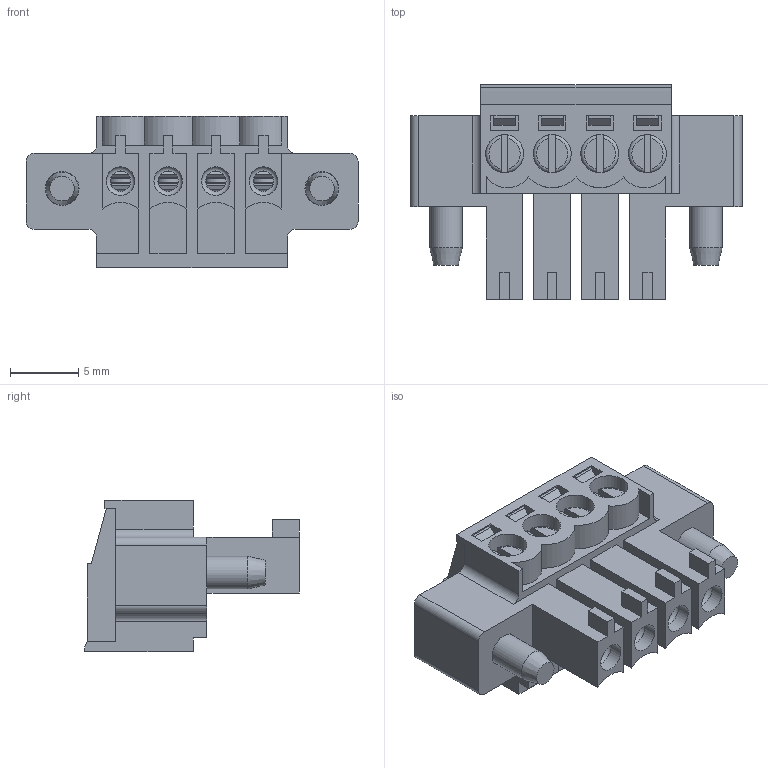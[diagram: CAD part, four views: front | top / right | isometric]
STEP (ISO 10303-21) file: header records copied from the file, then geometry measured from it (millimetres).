
FILE_DESCRIPTION( ( 'Unknown' ), '1' );
FILE_NAME( '691364100004.stp', 'Unknown', ( 'Unknown' ), ( 'Unknown' ), 'PSStep 15.0.49', 'Unknown', ' ' );
FILE_SCHEMA( ( 'AUTOMOTIVE_DESIGN { 1 0 10303 214 1 1 1 1 }' ) );
Length unit declared in the file: millimetre
Products named in the file (7): Assem1; 691364100004_M; 6913641000xx_CAGE; 6913641000xx_VIS; 6913641000xx_PIN; 6913641000xx_VIS Flange; 691364100004
Assembly tree (16 placements, depth 2):
  Assem1
    691364100004_M
    6913641000xx_CAGE  x4
    6913641000xx_VIS  x4
    6913641000xx_PIN  x4
    6913641000xx_VIS Flange  x2
    691364100004
Bounding box: 24.4 x 15.8 x 11.1 mm (x, y, z)
Volume: 1359.7 mm3; surface area: 4118.9 mm2
Topology: 16 solids, 16 shells, 676 faces, 1817 edges, 1195 vertices
Faces by surface type: plane 524, cylinder 124, torus 22, cone 6
Full cylindrical faces by diameter (mm): 1.5 x4, 1.9 x12, 2.1 x4, 2.4 x2, 2.5 x2, 2.8 x8, 3.75 x2, 4 x2
Entity records: 16502 total; most frequent: CARTESIAN_POINT 2317, ORIENTED_EDGE 2194, DIRECTION 2102, EDGE_CURVE 1097, LINE 954, VECTOR 954, VERTEX_POINT 741, AXIS2_PLACEMENT_3D 574
